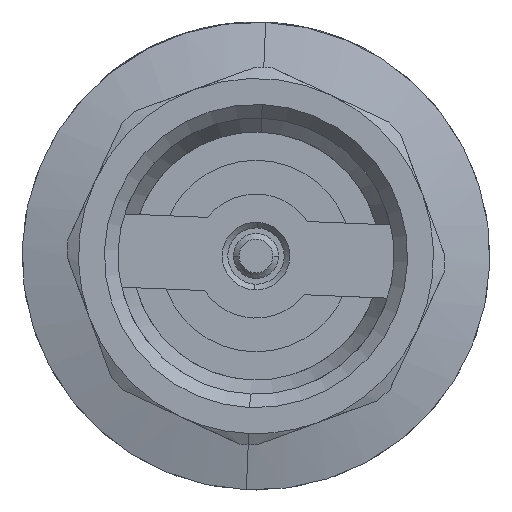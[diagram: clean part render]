
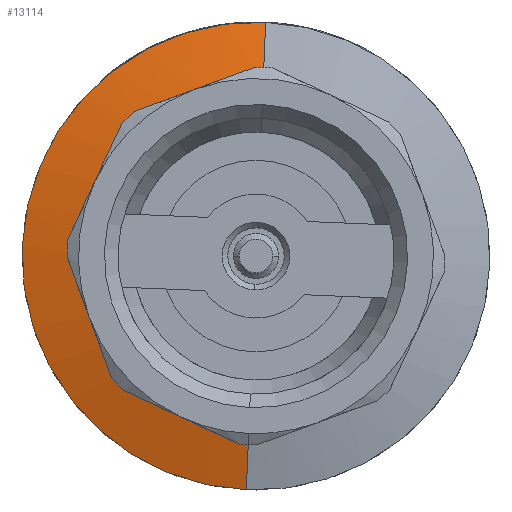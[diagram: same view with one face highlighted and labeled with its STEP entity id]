
A CAD part, front view. The second image highlights one B-rep face of the part: STEP entity #13114.
In plain terms, the highlighted conical face has half-angle 75 degrees and reference radius 20.75 mm.
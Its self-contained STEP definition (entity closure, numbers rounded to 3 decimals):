
#333 = DIRECTION ( 'NONE',  ( 0., 1., 0. ) ) ;
#502 = ORIENTED_EDGE ( 'NONE', *, *, #23838, .F. ) ;
#601 = CARTESIAN_POINT ( 'NONE',  ( 0., 9.928, 0. ) ) ;
#628 = EDGE_CURVE ( 'NONE', #26554, #13636, #16789, .T. ) ;
#1226 = ORIENTED_EDGE ( 'NONE', *, *, #20910, .F. ) ;
#1755 = CARTESIAN_POINT ( 'NONE',  ( 2.516, 11.173, -16.006 ) ) ;
#2484 = ORIENTED_EDGE ( 'NONE', *, *, #10214, .T. ) ;
#2714 = EDGE_CURVE ( 'NONE', #22384, #9133, #14086, .T. ) ;
#2811 = LINE ( 'NONE', #35406, #20149 ) ;
#3155 = CARTESIAN_POINT ( 'NONE',  ( 11.294, 11., -12.369 ) ) ;
#3553 = CARTESIAN_POINT ( 'NONE',  ( 16.006, 11.173, 2.516 ) ) ;
#3742 = CONICAL_SURFACE ( 'NONE', #9163, 20.75, 1.309 ) ;
#3899 = DIRECTION ( 'NONE',  ( 0., 0., 1. ) ) ;
#4904 = CARTESIAN_POINT ( 'NONE',  ( 9.539, 11.173, -13.097 ) ) ;
#5384 = DIRECTION ( 'NONE',  ( 0., 1., 0. ) ) ;
#5413 = CIRCLE ( 'NONE', #15617, 16.75 ) ;
#5583 = B_SPLINE_CURVE_WITH_KNOTS ( 'NONE', 3,
 ( #27726, #4904, #21312, #1755, #24575 ),
 .UNSPECIFIED., .F., .F.,
 ( 4, 1, 4 ),
 ( 0.001, 0.007, 0.012 ),
 .UNSPECIFIED. ) ;
#6557 = ORIENTED_EDGE ( 'NONE', *, *, #32208, .F. ) ;
#6674 = DIRECTION ( 'NONE',  ( 0., -1., 0. ) ) ;
#6957 = CARTESIAN_POINT ( 'NONE',  ( 16.733, 11., 0.76 ) ) ;
#8484 = VERTEX_POINT ( 'NONE', #39642 ) ;
#9133 = VERTEX_POINT ( 'NONE', #36184 ) ;
#9163 = AXIS2_PLACEMENT_3D ( 'NONE', #26227, #6674, #29475 ) ;
#9325 = CARTESIAN_POINT ( 'NONE',  ( 0., 11., 0. ) ) ;
#10214 = EDGE_CURVE ( 'NONE', #11053, #15768, #2811, .T. ) ;
#10304 = CARTESIAN_POINT ( 'NONE',  ( 9.539, 11.173, 13.097 ) ) ;
#10494 = EDGE_CURVE ( 'NONE', #20542, #26554, #35969, .T. ) ;
#11053 = VERTEX_POINT ( 'NONE', #16968 ) ;
#12185 = VERTEX_POINT ( 'NONE', #3155 ) ;
#12334 = EDGE_LOOP ( 'NONE', ( #38195, #2484, #27085, #14407, #502, #20728, #1226, #33707, #6557, #40965, #39987, #32819 ) ) ;
#12588 = DIRECTION ( 'NONE',  ( 0., 0., 1. ) ) ;
#13114 = ADVANCED_FACE ( 'NONE', ( #13443 ), #3742, .T. ) ;
#13245 = VERTEX_POINT ( 'NONE', #6957 ) ;
#13443 = FACE_OUTER_BOUND ( 'NONE', #12334, .T. ) ;
#13636 = VERTEX_POINT ( 'NONE', #38265 ) ;
#13710 = VERTEX_POINT ( 'NONE', #15907 ) ;
#14086 = B_SPLINE_CURVE_WITH_KNOTS ( 'NONE', 3,
 ( #25709, #21037, #25840, #26671, #27009 ),
 .UNSPECIFIED., .F., .F.,
 ( 4, 1, 4 ),
 ( 0.001, 0.007, 0.012 ),
 .UNSPECIFIED. ) ;
#14407 = ORIENTED_EDGE ( 'NONE', *, *, #35389, .F. ) ;
#15617 = AXIS2_PLACEMENT_3D ( 'NONE', #9325, #32092, #12588 ) ;
#15680 = EDGE_CURVE ( 'NONE', #13636, #13245, #20058, .T. ) ;
#15768 = VERTEX_POINT ( 'NONE', #37310 ) ;
#15864 = CARTESIAN_POINT ( 'NONE',  ( 12.369, 11., 11.294 ) ) ;
#15907 = CARTESIAN_POINT ( 'NONE',  ( 0., 11., -16.75 ) ) ;
#15919 = DIRECTION ( 'NONE',  ( 0., -0.259, 0.966 ) ) ;
#16789 = CIRCLE ( 'NONE', #33958, 16.75 ) ;
#16968 = CARTESIAN_POINT ( 'NONE',  ( 0., 11., 16.75 ) ) ;
#18741 = DIRECTION ( 'NONE',  ( 0., 1., 0. ) ) ;
#18744 = CARTESIAN_POINT ( 'NONE',  ( 16.733, 11., -0.76 ) ) ;
#19253 = AXIS2_PLACEMENT_3D ( 'NONE', #19882, #333, #23191 ) ;
#19612 = CARTESIAN_POINT ( 'NONE',  ( 0.76, 11., 16.733 ) ) ;
#19882 = CARTESIAN_POINT ( 'NONE',  ( 0., 11., 0. ) ) ;
#20058 = B_SPLINE_CURVE_WITH_KNOTS ( 'NONE', 3,
 ( #15864, #39304, #23114, #3553, #26386 ),
 .UNSPECIFIED., .F., .F.,
 ( 4, 1, 4 ),
 ( 0.001, 0.007, 0.012 ),
 .UNSPECIFIED. ) ;
#20149 = VECTOR ( 'NONE', #15919, 1000. ) ;
#20542 = VERTEX_POINT ( 'NONE', #19612 ) ;
#20728 = ORIENTED_EDGE ( 'NONE', *, *, #38069, .F. ) ;
#20910 = EDGE_CURVE ( 'NONE', #9133, #12185, #40304, .T. ) ;
#21037 = CARTESIAN_POINT ( 'NONE',  ( 16.006, 11.173, -2.516 ) ) ;
#21312 = CARTESIAN_POINT ( 'NONE',  ( 6.027, 11.363, -14.551 ) ) ;
#21324 = VECTOR ( 'NONE', #30387, 1000. ) ;
#22199 = DIRECTION ( 'NONE',  ( 0., 0., 1. ) ) ;
#22201 = DIRECTION ( 'NONE',  ( 0., 1., 0. ) ) ;
#22245 = CARTESIAN_POINT ( 'NONE',  ( 0., 11., 0. ) ) ;
#22384 = VERTEX_POINT ( 'NONE', #18744 ) ;
#22969 = AXIS2_PLACEMENT_3D ( 'NONE', #24918, #5384, #28211 ) ;
#23114 = CARTESIAN_POINT ( 'NONE',  ( 14.551, 11.363, 6.027 ) ) ;
#23191 = DIRECTION ( 'NONE',  ( 0., 0., 1. ) ) ;
#23452 = DIRECTION ( 'NONE',  ( 0., 1., 0. ) ) ;
#23838 = EDGE_CURVE ( 'NONE', #41892, #13710, #36159, .T. ) ;
#24575 = CARTESIAN_POINT ( 'NONE',  ( 0.76, 11., -16.733 ) ) ;
#24918 = CARTESIAN_POINT ( 'NONE',  ( 0., 11., 0. ) ) ;
#25709 = CARTESIAN_POINT ( 'NONE',  ( 16.733, 11., -0.76 ) ) ;
#25840 = CARTESIAN_POINT ( 'NONE',  ( 14.551, 11.363, -6.027 ) ) ;
#26227 = CARTESIAN_POINT ( 'NONE',  ( 0., 9.928, 0. ) ) ;
#26386 = CARTESIAN_POINT ( 'NONE',  ( 16.733, 11., 0.76 ) ) ;
#26554 = VERTEX_POINT ( 'NONE', #28001 ) ;
#26577 = CARTESIAN_POINT ( 'NONE',  ( 2.516, 11.173, 16.006 ) ) ;
#26671 = CARTESIAN_POINT ( 'NONE',  ( 13.097, 11.173, -9.539 ) ) ;
#27009 = CARTESIAN_POINT ( 'NONE',  ( 12.369, 11., -11.294 ) ) ;
#27085 = ORIENTED_EDGE ( 'NONE', *, *, #37645, .T. ) ;
#27726 = CARTESIAN_POINT ( 'NONE',  ( 11.294, 11., -12.369 ) ) ;
#28001 = CARTESIAN_POINT ( 'NONE',  ( 11.294, 11., 12.369 ) ) ;
#28211 = DIRECTION ( 'NONE',  ( 0., 0., 1. ) ) ;
#28888 = CIRCLE ( 'NONE', #22969, 16.75 ) ;
#29059 = CARTESIAN_POINT ( 'NONE',  ( 0.76, 11., -16.733 ) ) ;
#29475 = DIRECTION ( 'NONE',  ( 0., 0., -1. ) ) ;
#29826 = CARTESIAN_POINT ( 'NONE',  ( 6.027, 11.363, 14.551 ) ) ;
#29958 = AXIS2_PLACEMENT_3D ( 'NONE', #601, #23452, #3899 ) ;
#30387 = DIRECTION ( 'NONE',  ( 0., -0.259, -0.966 ) ) ;
#30679 = AXIS2_PLACEMENT_3D ( 'NONE', #38257, #18741, #41502 ) ;
#30982 = LINE ( 'NONE', #40169, #21324 ) ;
#31779 = EDGE_CURVE ( 'NONE', #11053, #20542, #28888, .T. ) ;
#32092 = DIRECTION ( 'NONE',  ( 0., 1., 0. ) ) ;
#32208 = EDGE_CURVE ( 'NONE', #13245, #22384, #5413, .T. ) ;
#32819 = ORIENTED_EDGE ( 'NONE', *, *, #10494, .F. ) ;
#33077 = CARTESIAN_POINT ( 'NONE',  ( 11.294, 11., 12.369 ) ) ;
#33707 = ORIENTED_EDGE ( 'NONE', *, *, #2714, .F. ) ;
#33958 = AXIS2_PLACEMENT_3D ( 'NONE', #22245, #22201, #22199 ) ;
#35389 = EDGE_CURVE ( 'NONE', #13710, #8484, #30982, .T. ) ;
#35406 = CARTESIAN_POINT ( 'NONE',  ( 0., 9.928, 20.75 ) ) ;
#35969 = B_SPLINE_CURVE_WITH_KNOTS ( 'NONE', 3,
 ( #36234, #26577, #29826, #10304, #33077 ),
 .UNSPECIFIED., .F., .F.,
 ( 4, 1, 4 ),
 ( 0.001, 0.007, 0.012 ),
 .UNSPECIFIED. ) ;
#36159 = CIRCLE ( 'NONE', #19253, 16.75 ) ;
#36184 = CARTESIAN_POINT ( 'NONE',  ( 12.369, 11., -11.294 ) ) ;
#36234 = CARTESIAN_POINT ( 'NONE',  ( 0.76, 11., 16.733 ) ) ;
#37310 = CARTESIAN_POINT ( 'NONE',  ( 0., 9.928, 20.75 ) ) ;
#37645 = EDGE_CURVE ( 'NONE', #15768, #8484, #40044, .T. ) ;
#38069 = EDGE_CURVE ( 'NONE', #12185, #41892, #5583, .T. ) ;
#38195 = ORIENTED_EDGE ( 'NONE', *, *, #31779, .F. ) ;
#38257 = CARTESIAN_POINT ( 'NONE',  ( 0., 11., 0. ) ) ;
#38265 = CARTESIAN_POINT ( 'NONE',  ( 12.369, 11., 11.294 ) ) ;
#39304 = CARTESIAN_POINT ( 'NONE',  ( 13.097, 11.173, 9.539 ) ) ;
#39642 = CARTESIAN_POINT ( 'NONE',  ( 0., 9.928, -20.75 ) ) ;
#39987 = ORIENTED_EDGE ( 'NONE', *, *, #628, .F. ) ;
#40044 = CIRCLE ( 'NONE', #29958, 20.75 ) ;
#40169 = CARTESIAN_POINT ( 'NONE',  ( 0., 9.928, -20.75 ) ) ;
#40304 = CIRCLE ( 'NONE', #30679, 16.75 ) ;
#40965 = ORIENTED_EDGE ( 'NONE', *, *, #15680, .F. ) ;
#41502 = DIRECTION ( 'NONE',  ( 0., 0., 1. ) ) ;
#41892 = VERTEX_POINT ( 'NONE', #29059 ) ;
